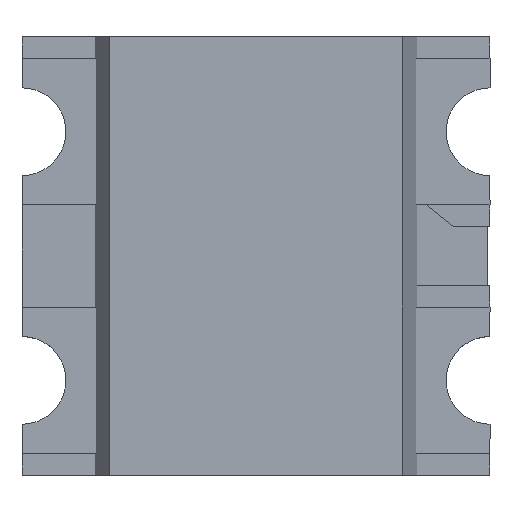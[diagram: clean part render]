
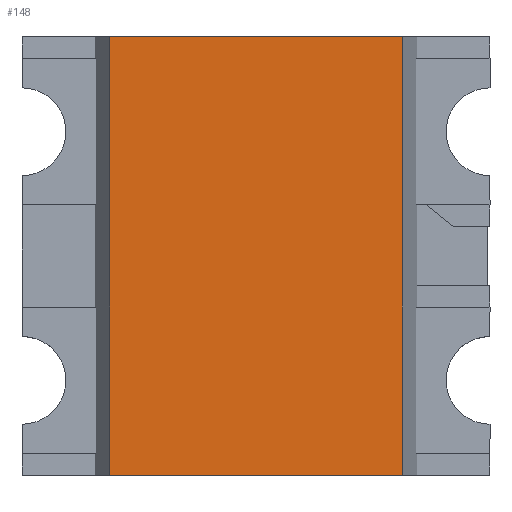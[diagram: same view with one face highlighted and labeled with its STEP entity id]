
A CAD part, top view. The second image highlights one B-rep face of the part: STEP entity #148.
In plain terms, the highlighted planar face has unit normal (0, 0, 1).
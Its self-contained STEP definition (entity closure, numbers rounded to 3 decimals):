
#148 = ADVANCED_FACE ( 'NONE', ( #2547 ), #781, .T. ) ;
#161 = VECTOR ( 'NONE', #3084, 1000. ) ;
#255 = EDGE_CURVE ( 'NONE', #3441, #1762, #1137, .T. ) ;
#276 = DIRECTION ( 'NONE',  ( -1., 0., 0. ) ) ;
#347 = CARTESIAN_POINT ( 'NONE',  ( -0.5, 1.872, 0.34 ) ) ;
#469 = CARTESIAN_POINT ( 'NONE',  ( 0.5, 0.75, 0.34 ) ) ;
#683 = ORIENTED_EDGE ( 'NONE', *, *, #761, .T. ) ;
#761 = EDGE_CURVE ( 'NONE', #1567, #1762, #1875, .T. ) ;
#781 = PLANE ( 'NONE',  #3421 ) ;
#856 = LINE ( 'NONE', #1464, #161 ) ;
#881 = CARTESIAN_POINT ( 'NONE',  ( -0.5, 0.75, 0.34 ) ) ;
#1067 = CARTESIAN_POINT ( 'NONE',  ( 0.5, -0.75, 0.34 ) ) ;
#1096 = VECTOR ( 'NONE', #1975, 1000. ) ;
#1137 = LINE ( 'NONE', #1289, #3211 ) ;
#1289 = CARTESIAN_POINT ( 'NONE',  ( -0.5, -0.75, 0.34 ) ) ;
#1376 = ORIENTED_EDGE ( 'NONE', *, *, #2227, .F. ) ;
#1464 = CARTESIAN_POINT ( 'NONE',  ( 0.5, 1.872, 0.34 ) ) ;
#1567 = VERTEX_POINT ( 'NONE', #2439 ) ;
#1762 = VERTEX_POINT ( 'NONE', #2751 ) ;
#1815 = DIRECTION ( 'NONE',  ( 0., 0., 1. ) ) ;
#1827 = LINE ( 'NONE', #881, #1096 ) ;
#1867 = CARTESIAN_POINT ( 'NONE',  ( -0.5, 1.872, 0.34 ) ) ;
#1875 = LINE ( 'NONE', #347, #2604 ) ;
#1954 = DIRECTION ( 'NONE',  ( 0., -1., 0. ) ) ;
#1975 = DIRECTION ( 'NONE',  ( 1., 0., 0. ) ) ;
#2001 = ORIENTED_EDGE ( 'NONE', *, *, #2104, .F. ) ;
#2104 = EDGE_CURVE ( 'NONE', #1567, #3308, #1827, .T. ) ;
#2227 = EDGE_CURVE ( 'NONE', #3308, #3441, #856, .T. ) ;
#2368 = EDGE_LOOP ( 'NONE', ( #2001, #683, #3396, #1376 ) ) ;
#2439 = CARTESIAN_POINT ( 'NONE',  ( -0.5, 0.75, 0.34 ) ) ;
#2547 = FACE_OUTER_BOUND ( 'NONE', #2368, .T. ) ;
#2604 = VECTOR ( 'NONE', #1954, 1000. ) ;
#2627 = DIRECTION ( 'NONE',  ( 1., 0., 0. ) ) ;
#2751 = CARTESIAN_POINT ( 'NONE',  ( -0.5, -0.75, 0.34 ) ) ;
#3084 = DIRECTION ( 'NONE',  ( 0., -1., 0. ) ) ;
#3211 = VECTOR ( 'NONE', #276, 1000. ) ;
#3308 = VERTEX_POINT ( 'NONE', #469 ) ;
#3396 = ORIENTED_EDGE ( 'NONE', *, *, #255, .F. ) ;
#3421 = AXIS2_PLACEMENT_3D ( 'NONE', #1867, #1815, #2627 ) ;
#3441 = VERTEX_POINT ( 'NONE', #1067 ) ;
